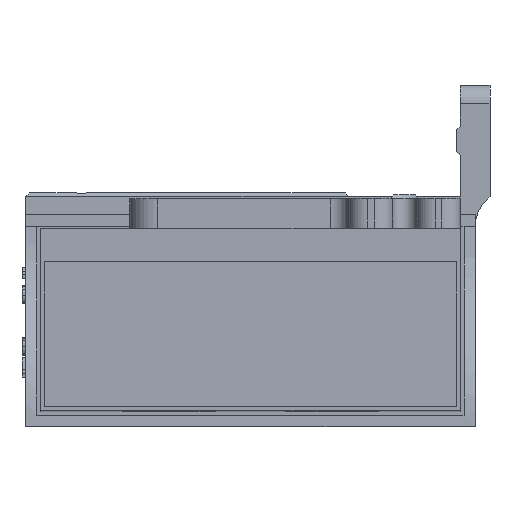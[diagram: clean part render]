
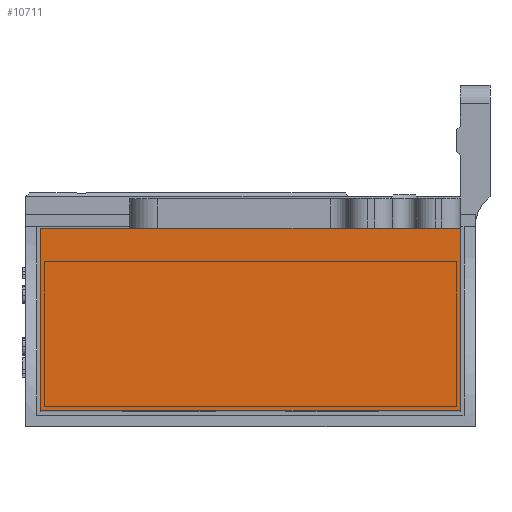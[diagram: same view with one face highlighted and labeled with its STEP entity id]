
A CAD part, top view. The second image highlights one B-rep face of the part: STEP entity #10711.
In plain terms, the highlighted face is planar.
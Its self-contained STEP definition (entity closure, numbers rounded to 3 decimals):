
#785=FACE_OUTER_BOUND('',#1379,.T.);
#1379=EDGE_LOOP('',(#8930,#8931,#8932,#8933));
#2110=LINE('',#15329,#3446);
#2359=LINE('',#15822,#3695);
#2606=LINE('',#16306,#3942);
#2616=LINE('',#16327,#3952);
#3446=VECTOR('',#12520,10.);
#3695=VECTOR('',#12975,10.);
#3942=VECTOR('',#13416,10.);
#3952=VECTOR('',#13448,10.);
#4697=VERTEX_POINT('',#15326);
#4698=VERTEX_POINT('',#15328);
#4838=VERTEX_POINT('',#15819);
#4839=VERTEX_POINT('',#15821);
#5852=EDGE_CURVE('',#4697,#4698,#2110,.T.);
#6108=EDGE_CURVE('',#4838,#4839,#2359,.T.);
#6363=EDGE_CURVE('',#4839,#4697,#2606,.T.);
#6373=EDGE_CURVE('',#4838,#4698,#2616,.T.);
#8930=ORIENTED_EDGE('',*,*,#6373,.T.);
#8931=ORIENTED_EDGE('',*,*,#5852,.F.);
#8932=ORIENTED_EDGE('',*,*,#6363,.F.);
#8933=ORIENTED_EDGE('',*,*,#6108,.F.);
#10233=PLANE('',#11329);
#10711=ADVANCED_FACE('',(#785),#10233,.F.);
#11329=AXIS2_PLACEMENT_3D('',#16326,#13446,#13447);
#12520=DIRECTION('',(0.,1.,0.));
#12975=DIRECTION('',(0.,-1.,0.));
#13416=DIRECTION('',(0.,0.,-1.));
#13446=DIRECTION('center_axis',(1.,0.,0.));
#13447=DIRECTION('ref_axis',(0.,0.,-1.));
#13448=DIRECTION('',(0.,0.,-1.));
#15326=CARTESIAN_POINT('',(0.,0.,0.));
#15328=CARTESIAN_POINT('',(0.,113.,0.));
#15329=CARTESIAN_POINT('',(0.,56.5,0.));
#15819=CARTESIAN_POINT('',(0.,113.,49.));
#15821=CARTESIAN_POINT('',(0.,0.,49.));
#15822=CARTESIAN_POINT('',(0.,56.5,49.));
#16306=CARTESIAN_POINT('',(0.,0.,24.5));
#16326=CARTESIAN_POINT('Origin',(0.,56.5,24.5));
#16327=CARTESIAN_POINT('',(0.,113.,24.5));
